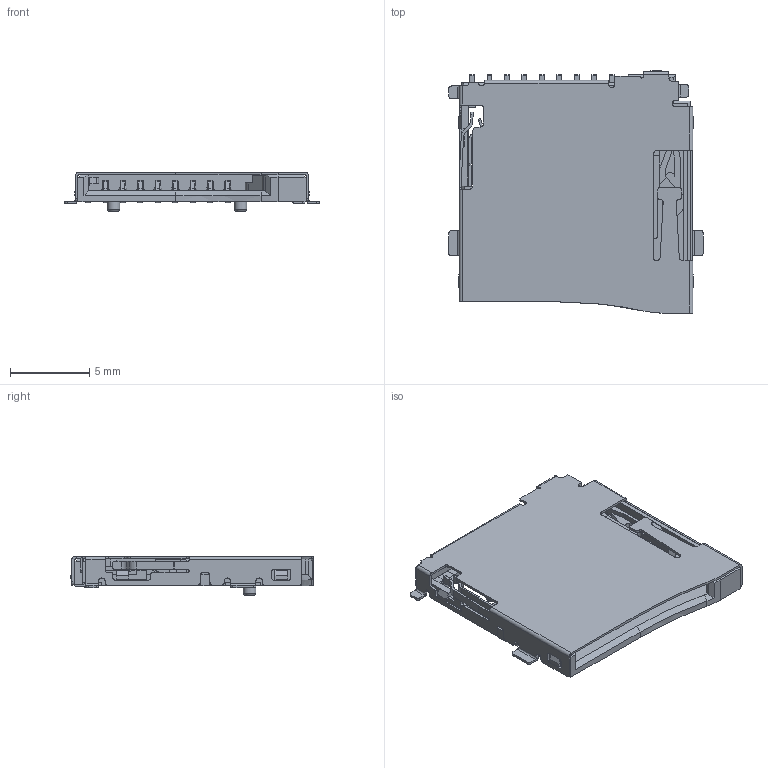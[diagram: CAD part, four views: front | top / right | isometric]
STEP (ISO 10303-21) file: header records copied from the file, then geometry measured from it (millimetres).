
FILE_DESCRIPTION(/* description */ ('STEP AP214'),/* implementation_level */ '2;1');
FILE_NAME(/* name */ 'SOFNG_TF-015.step',/* time_stamp */ '2024-11-12T01:23:02+01:00',/* author */ (''),/* organization */ (''),/* preprocessor_version */ 'ST-DEVELOPER v20',/* originating_system */ 'Autodesk Translation Framework v13.20.0.188',/* authorisation */ '');
FILE_SCHEMA (('AUTOMOTIVE_DESIGN { 1 0 10303 214 3 1 1 }'));
Length unit declared in the file: millimetre
Products named in the file (1): TF-SMD_L14.8-W14.5-H1.9-P1.1
Bounding box: 16 x 15.25 x 2.45 mm (x, y, z)
Volume: 188.4 mm3; surface area: 1019.6 mm2
Topology: 20 solids, 20 shells, 1007 faces, 2649 edges, 1678 vertices
Faces by surface type: plane 672, bspline 179, cylinder 122, torus 34
Full cylindrical faces by diameter (mm): 0.8 x2
Entity records: 41152 total; most frequent: CARTESIAN_POINT 16266, ORIENTED_EDGE 5298, DIRECTION 4286, EDGE_CURVE 2649, LINE 1998, VECTOR 1998, VERTEX_POINT 1678, AXIS2_PLACEMENT_3D 1144
